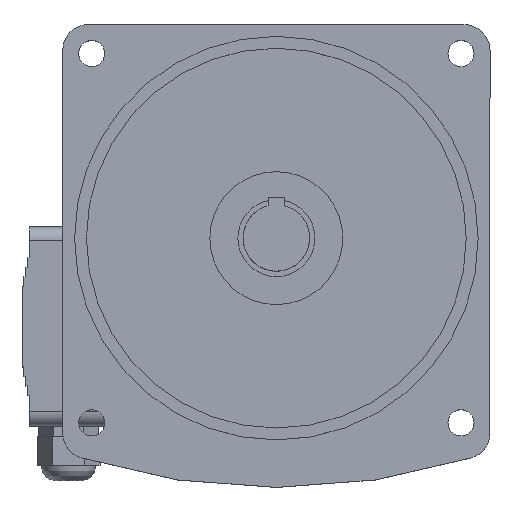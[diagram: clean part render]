
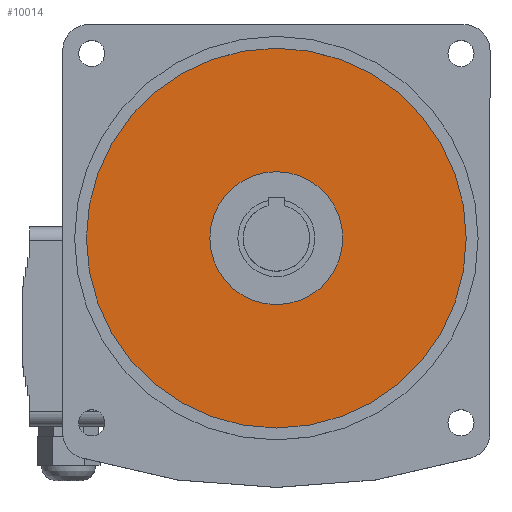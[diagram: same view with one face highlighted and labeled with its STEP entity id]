
A CAD part, top view. The second image highlights one B-rep face of the part: STEP entity #10014.
In plain terms, the highlighted planar face has unit normal (0, 0, 1).
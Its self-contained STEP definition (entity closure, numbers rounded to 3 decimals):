
#38=PLANE($,#10657);
#2915=FACE_BOUND($,#3664,.T.);
#3054=FACE_OUTER_BOUND($,#3663,.T.);
#3663=EDGE_LOOP($,(#7096));
#3664=EDGE_LOOP($,(#7097));
#4370=CIRCLE($,#10609,28.);
#4388=CIRCLE($,#10636,80.);
#4633=VERTEX_POINT($,#14385);
#4651=VERTEX_POINT($,#14430);
#5612=EDGE_CURVE($,#4633,#4633,#4370,.T.);
#5630=EDGE_CURVE($,#4651,#4651,#4388,.T.);
#7096=ORIENTED_EDGE($,*,*,#5630,.F.);
#7097=ORIENTED_EDGE($,*,*,#5612,.F.);
#10014=ADVANCED_FACE($,(#3054,#2915),#38,.T.);
#10609=AXIS2_PLACEMENT_3D($,#14386,#11480,#11481);
#10636=AXIS2_PLACEMENT_3D($,#14431,#11534,#11535);
#10657=AXIS2_PLACEMENT_3D($,#14489,#11586,#11587);
#11480=DIRECTION('center_axis',(0.,0.,1.));
#11481=DIRECTION('ref_axis',(1.,0.,0.));
#11534=DIRECTION('center_axis',(0.,0.,-1.));
#11535=DIRECTION('ref_axis',(1.,0.,0.));
#11586=DIRECTION('center_axis',(0.,0.,1.));
#11587=DIRECTION('ref_axis',(1.,0.,0.));
#14385=CARTESIAN_POINT('',(-28.,0.,0.));
#14386=CARTESIAN_POINT('Origin',(0.,0.,0.));
#14430=CARTESIAN_POINT('',(-80.,0.,0.));
#14431=CARTESIAN_POINT('Origin',(0.,0.,0.));
#14489=CARTESIAN_POINT('Origin',(0.,172.5,0.));
